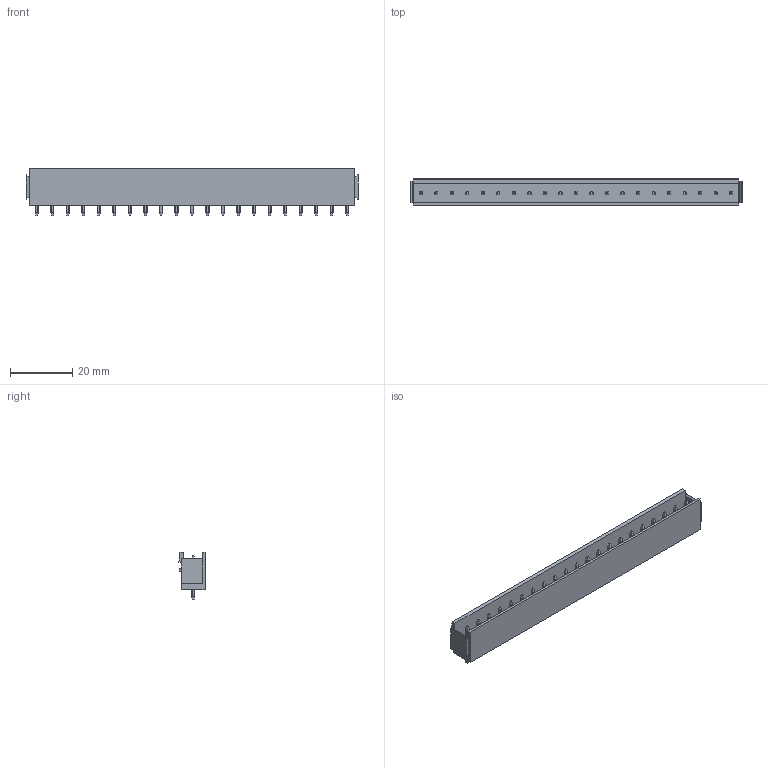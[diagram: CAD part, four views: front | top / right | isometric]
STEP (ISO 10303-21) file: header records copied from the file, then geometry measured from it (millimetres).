
FILE_DESCRIPTION(('CATIA V5 STEP Exchange','CAx-IF Rec.Pracs.--- Model Styling and Organization---1.2---2011-12-15'),'2;1');
FILE_NAME ('D1452978_0_1581970000_1581970000.stp','2018-10-12T04:36:56+00:00',('none'),('Weidmueller'),'CATIA Version 5-6 Release 2014','CATIA V5 STEP AP214','none');
FILE_SCHEMA(('AUTOMOTIVE_DESIGN { 1 0 10303 214 1 1 1 1 }'));
Length unit declared in the file: millimetre
Products named in the file (1): 1581970000
Bounding box: 107 x 8.43 x 15.2 mm (x, y, z)
Volume: 4723.7 mm3; surface area: 7772.3 mm2
Topology: 22 solids, 22 shells, 593 faces, 1635 edges, 1086 vertices
Faces by surface type: plane 423, cylinder 170
Entity records: 17670 total; most frequent: CARTESIAN_POINT 4316, ORIENTED_EDGE 3270, DIRECTION 1883, EDGE_CURVE 1635, VECTOR 1123, LINE 1123, VERTEX_POINT 1086, EDGE_LOOP 635
